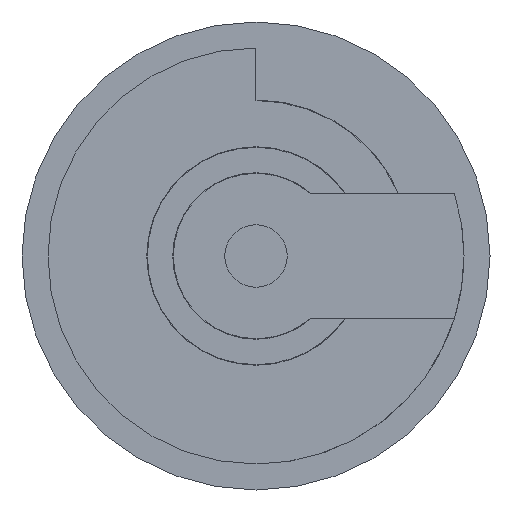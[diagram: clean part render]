
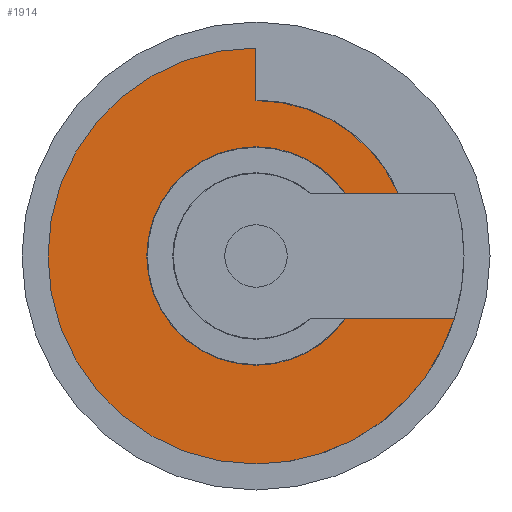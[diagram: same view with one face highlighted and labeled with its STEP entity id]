
A CAD part, left-side view. The second image highlights one B-rep face of the part: STEP entity #1914.
In plain terms, the highlighted planar face has unit normal (-1, 0, 0).
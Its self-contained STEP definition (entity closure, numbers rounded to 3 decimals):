
#4 = ORIENTED_EDGE ( 'NONE', *, *, #1701, .T. ) ;
#25 = AXIS2_PLACEMENT_3D ( 'NONE', #351, #1202, #1400 ) ;
#29 = ORIENTED_EDGE ( 'NONE', *, *, #216, .F. ) ;
#40 = DIRECTION ( 'NONE',  ( 0., 0., -1. ) ) ;
#160 = CARTESIAN_POINT ( 'NONE',  ( -14.6, 0., 1.495 ) ) ;
#162 = CARTESIAN_POINT ( 'NONE',  ( -14.6, -0.862, -0.6 ) ) ;
#172 = PLANE ( 'NONE',  #350 ) ;
#198 = VERTEX_POINT ( 'NONE', #923 ) ;
#208 = DIRECTION ( 'NONE',  ( 0., 0., -1. ) ) ;
#216 = EDGE_CURVE ( 'NONE', #1339, #223, #1028, .T. ) ;
#223 = VERTEX_POINT ( 'NONE', #1616 ) ;
#253 = CIRCLE ( 'NONE', #1653, 2. ) ;
#299 = VERTEX_POINT ( 'NONE', #1318 ) ;
#332 = DIRECTION ( 'NONE',  ( 1., 0., 0. ) ) ;
#337 = CIRCLE ( 'NONE', #1103, 1.05 ) ;
#347 = FACE_OUTER_BOUND ( 'NONE', #629, .T. ) ;
#350 = AXIS2_PLACEMENT_3D ( 'NONE', #1858, #332, #1175 ) ;
#351 = CARTESIAN_POINT ( 'NONE',  ( -14.6, 0., 0. ) ) ;
#353 = ORIENTED_EDGE ( 'NONE', *, *, #1008, .F. ) ;
#372 = CARTESIAN_POINT ( 'NONE',  ( -14.6, -0.522, 0.6 ) ) ;
#398 = CARTESIAN_POINT ( 'NONE',  ( -14.6, 0., 1.05 ) ) ;
#470 = CIRCLE ( 'NONE', #1855, 1.05 ) ;
#514 = EDGE_CURVE ( 'NONE', #1730, #198, #1591, .T. ) ;
#528 = CARTESIAN_POINT ( 'NONE',  ( -14.6, 0., -2. ) ) ;
#544 = DIRECTION ( 'NONE',  ( 0., 1., 0. ) ) ;
#629 = EDGE_LOOP ( 'NONE', ( #353, #1937, #4, #1170, #1083, #29, #1061, #1607, #1578 ) ) ;
#663 = EDGE_CURVE ( 'NONE', #1044, #1730, #337, .T. ) ;
#665 = CIRCLE ( 'NONE', #25, 2. ) ;
#802 = DIRECTION ( 'NONE',  ( -1., 0., 0. ) ) ;
#868 = CARTESIAN_POINT ( 'NONE',  ( -14.6, -0.862, 0.6 ) ) ;
#923 = CARTESIAN_POINT ( 'NONE',  ( -14.6, 0., -1.05 ) ) ;
#949 = VECTOR ( 'NONE', #544, 1000. ) ;
#985 = EDGE_CURVE ( 'NONE', #1194, #1032, #665, .T. ) ;
#1008 = EDGE_CURVE ( 'NONE', #299, #1044, #1402, .T. ) ;
#1028 = LINE ( 'NONE', #2104, #1266 ) ;
#1031 = DIRECTION ( 'NONE',  ( -1., 0., 0. ) ) ;
#1032 = VERTEX_POINT ( 'NONE', #528 ) ;
#1044 = VERTEX_POINT ( 'NONE', #868 ) ;
#1057 = DIRECTION ( 'NONE',  ( -1., 0., 0. ) ) ;
#1061 = ORIENTED_EDGE ( 'NONE', *, *, #1294, .F. ) ;
#1083 = ORIENTED_EDGE ( 'NONE', *, *, #1562, .T. ) ;
#1086 = DIRECTION ( 'NONE',  ( 0., 0., -1. ) ) ;
#1103 = AXIS2_PLACEMENT_3D ( 'NONE', #1251, #2097, #1086 ) ;
#1170 = ORIENTED_EDGE ( 'NONE', *, *, #985, .T. ) ;
#1175 = DIRECTION ( 'NONE',  ( 0., 0., -1. ) ) ;
#1194 = VERTEX_POINT ( 'NONE', #1481 ) ;
#1202 = DIRECTION ( 'NONE',  ( -1., 0., 0. ) ) ;
#1213 = DIRECTION ( 'NONE',  ( 0., 0., -1. ) ) ;
#1251 = CARTESIAN_POINT ( 'NONE',  ( -14.6, 0., 0. ) ) ;
#1263 = DIRECTION ( 'NONE',  ( 0., -1., 0. ) ) ;
#1266 = VECTOR ( 'NONE', #1263, 1000. ) ;
#1294 = EDGE_CURVE ( 'NONE', #198, #1339, #470, .T. ) ;
#1310 = CARTESIAN_POINT ( 'NONE',  ( -14.6, 0., 0. ) ) ;
#1318 = CARTESIAN_POINT ( 'NONE',  ( -14.6, -1.369, 0.6 ) ) ;
#1319 = LINE ( 'NONE', #1606, #1345 ) ;
#1339 = VERTEX_POINT ( 'NONE', #162 ) ;
#1345 = VECTOR ( 'NONE', #1420, 1000. ) ;
#1392 = VERTEX_POINT ( 'NONE', #160 ) ;
#1400 = DIRECTION ( 'NONE',  ( 0., 0., -1. ) ) ;
#1402 = LINE ( 'NONE', #372, #949 ) ;
#1420 = DIRECTION ( 'NONE',  ( 0., 0., 1. ) ) ;
#1481 = CARTESIAN_POINT ( 'NONE',  ( -14.6, 0., 2. ) ) ;
#1543 = DIRECTION ( 'NONE',  ( -1., 0., 0. ) ) ;
#1562 = EDGE_CURVE ( 'NONE', #1032, #223, #253, .T. ) ;
#1563 = AXIS2_PLACEMENT_3D ( 'NONE', #1705, #1031, #208 ) ;
#1578 = ORIENTED_EDGE ( 'NONE', *, *, #663, .F. ) ;
#1591 = CIRCLE ( 'NONE', #1563, 1.05 ) ;
#1606 = CARTESIAN_POINT ( 'NONE',  ( -14.6, 0., 2. ) ) ;
#1607 = ORIENTED_EDGE ( 'NONE', *, *, #514, .F. ) ;
#1608 = AXIS2_PLACEMENT_3D ( 'NONE', #1908, #1057, #40 ) ;
#1616 = CARTESIAN_POINT ( 'NONE',  ( -14.6, -1.908, -0.6 ) ) ;
#1653 = AXIS2_PLACEMENT_3D ( 'NONE', #2057, #1543, #1213 ) ;
#1701 = EDGE_CURVE ( 'NONE', #1392, #1194, #1319, .T. ) ;
#1705 = CARTESIAN_POINT ( 'NONE',  ( -14.6, 0., 0. ) ) ;
#1730 = VERTEX_POINT ( 'NONE', #398 ) ;
#1855 = AXIS2_PLACEMENT_3D ( 'NONE', #1310, #802, #1979 ) ;
#1858 = CARTESIAN_POINT ( 'NONE',  ( -14.6, 0., 0. ) ) ;
#1908 = CARTESIAN_POINT ( 'NONE',  ( -14.6, 0., 0. ) ) ;
#1914 = ADVANCED_FACE ( 'NONE', ( #347 ), #172, .F. ) ;
#1937 = ORIENTED_EDGE ( 'NONE', *, *, #2012, .T. ) ;
#1979 = DIRECTION ( 'NONE',  ( 0., 0., -1. ) ) ;
#2012 = EDGE_CURVE ( 'NONE', #299, #1392, #2065, .T. ) ;
#2057 = CARTESIAN_POINT ( 'NONE',  ( -14.6, 0., 0. ) ) ;
#2065 = CIRCLE ( 'NONE', #1608, 1.495 ) ;
#2097 = DIRECTION ( 'NONE',  ( -1., 0., 0. ) ) ;
#2104 = CARTESIAN_POINT ( 'NONE',  ( -14.6, -1.908, -0.6 ) ) ;
